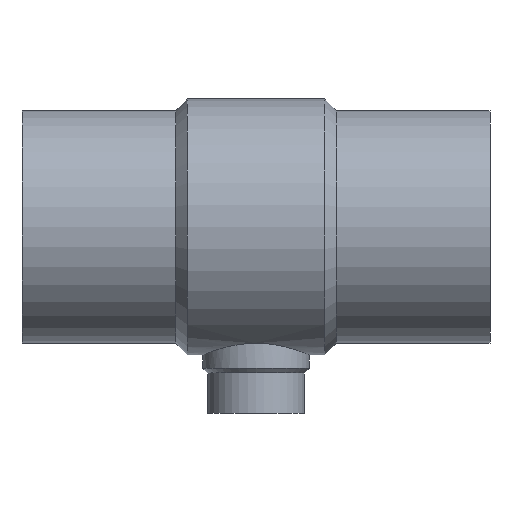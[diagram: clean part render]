
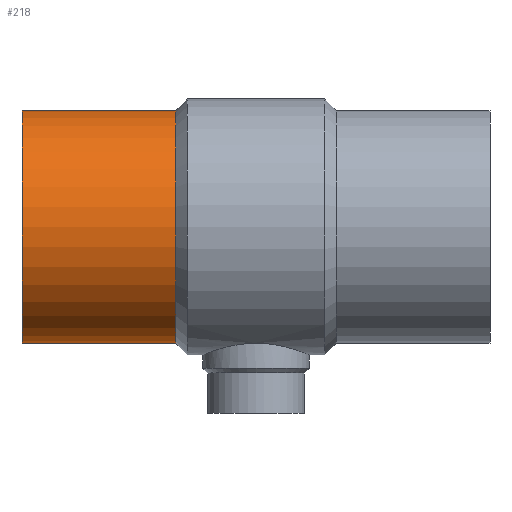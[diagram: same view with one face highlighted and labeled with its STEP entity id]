
A CAD part, front view. The second image highlights one B-rep face of the part: STEP entity #218.
In plain terms, the highlighted cylindrical face has radius 90 mm (diameter 180 mm), a full revolution.
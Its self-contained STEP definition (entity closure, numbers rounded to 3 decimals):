
#32=FACE_OUTER_BOUND('',#46,.T.);
#46=EDGE_LOOP('',(#187,#188,#189,#190));
#68=LINE('',#517,#80);
#80=VECTOR('',#317,90.);
#91=CIRCLE('',#259,90.);
#92=CIRCLE('',#261,90.);
#109=VERTEX_POINT('',#511);
#110=VERTEX_POINT('',#515);
#135=EDGE_CURVE('',#109,#109,#91,.T.);
#137=EDGE_CURVE('',#110,#110,#92,.T.);
#138=EDGE_CURVE('',#110,#109,#68,.T.);
#187=ORIENTED_EDGE('',*,*,#137,.F.);
#188=ORIENTED_EDGE('',*,*,#138,.T.);
#189=ORIENTED_EDGE('',*,*,#135,.T.);
#190=ORIENTED_EDGE('',*,*,#138,.F.);
#208=CYLINDRICAL_SURFACE('',#260,90.);
#218=ADVANCED_FACE('',(#32),#208,.T.);
#259=AXIS2_PLACEMENT_3D('',#512,#310,#311);
#260=AXIS2_PLACEMENT_3D('',#514,#313,#314);
#261=AXIS2_PLACEMENT_3D('',#516,#315,#316);
#310=DIRECTION('center_axis',(-1.,0.,0.));
#311=DIRECTION('ref_axis',(0.,0.,1.));
#313=DIRECTION('center_axis',(-1.,0.,0.));
#314=DIRECTION('ref_axis',(0.,0.,1.));
#315=DIRECTION('center_axis',(-1.,0.,0.));
#316=DIRECTION('ref_axis',(0.,0.,1.));
#317=DIRECTION('',(1.,0.,0.));
#511=CARTESIAN_POINT('',(-62.,0.,-90.));
#512=CARTESIAN_POINT('Origin',(-62.,0.,0.));
#514=CARTESIAN_POINT('Origin',(-121.5,0.,0.));
#515=CARTESIAN_POINT('',(-181.,0.,-90.));
#516=CARTESIAN_POINT('Origin',(-181.,0.,0.));
#517=CARTESIAN_POINT('',(-121.5,0.,-90.));
